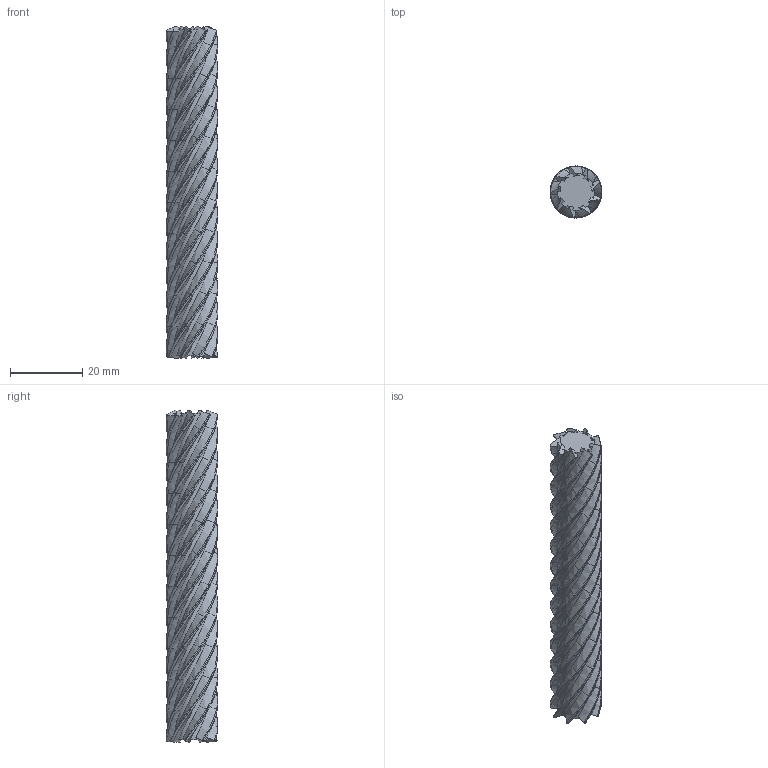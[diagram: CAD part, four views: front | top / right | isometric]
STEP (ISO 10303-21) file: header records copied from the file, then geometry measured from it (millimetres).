
FILE_DESCRIPTION(/* description */ (''),/* implementation_level */ '2;1');
FILE_NAME(/* name */ 'Nut die (buttress thread).stp',/* time_stamp */ '2016-11-09T20:37:50+11:00',/* author */ (''),/* organization */ (''),/* preprocessor_version */ 'ST-DEVELOPER v16.5',/* originating_system */ 'Autodesk Translation Framework v5.2.0.2031',/* authorisation */ '');
FILE_SCHEMA (('AUTOMOTIVE_DESIGN { 1 0 10303 214 3 1 1 }'));
Length unit declared in the file: centimetre
Products named in the file (1): Nut Die
Bounding box: 14.24 x 14.24 x 91.6 mm (x, y, z)
Volume: 9855.9 mm3; surface area: 6070 mm2
Topology: 1 solids, 1 shells, 542 faces, 1278 edges, 738 vertices
Faces by surface type: bspline 513, plane 20, cylinder 9
Entity records: 28380 total; most frequent: CARTESIAN_POINT 18624, ORIENTED_EDGE 2556, EDGE_CURVE 1278, DIRECTION 1014, VERTEX_POINT 738, B_SPLINE_CURVE_WITH_KNOTS 612, FACE_OUTER_BOUND 542, EDGE_LOOP 542
